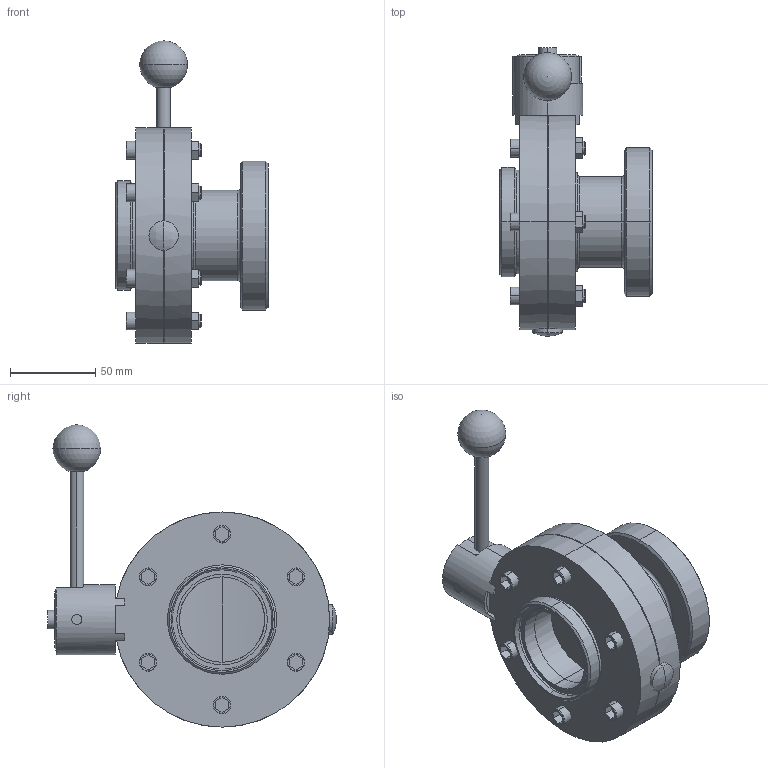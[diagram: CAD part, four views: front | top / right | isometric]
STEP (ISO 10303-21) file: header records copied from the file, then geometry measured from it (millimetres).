
FILE_DESCRIPTION (( 'STEP AP203' ), '1' );
FILE_NAME ('3D-M4304_DN50_174451625.STEP', '2024-09-19T07:58:24', ( '' ), ( '' ), 'SwSTEP 2.0', 'SolidWorks 2024', '' );
FILE_SCHEMA (( 'CONFIG_CONTROL_DESIGN' ));
Length unit declared in the file: millimetre
Products named in the file (1): 3D-M4304_DN50_174451625
Bounding box: 89 x 169.01 x 177 mm (x, y, z)
Volume: 467533.2 mm3; surface area: 106261.1 mm2
Topology: 7 solids, 7 shells, 284 faces, 652 edges, 412 vertices
Faces by surface type: plane 137, cylinder 83, cone 38, torus 18, sphere 8
Entity records: 8554 total; most frequent: CARTESIAN_POINT 1885, DIRECTION 1443, ORIENTED_EDGE 1296, EDGE_CURVE 648, AXIS2_PLACEMENT_3D 536, VERTEX_POINT 410, VECTOR 371, LINE 371
